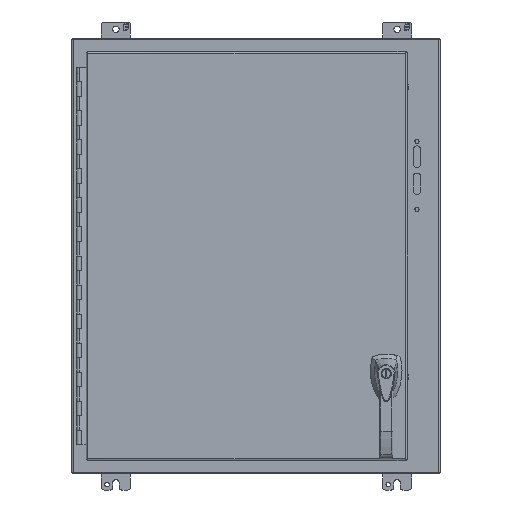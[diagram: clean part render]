
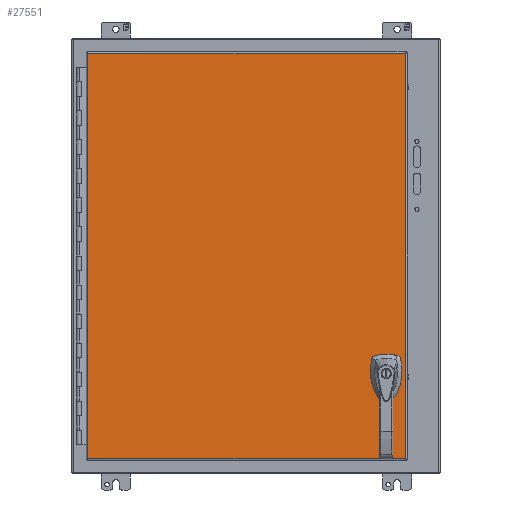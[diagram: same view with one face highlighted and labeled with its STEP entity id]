
A CAD part, front view. The second image highlights one B-rep face of the part: STEP entity #27551.
In plain terms, the highlighted planar face has unit normal (0, -1, 0).
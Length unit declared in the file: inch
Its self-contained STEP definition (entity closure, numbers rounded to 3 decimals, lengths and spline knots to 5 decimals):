
#259 = DIRECTION ( 'NONE',  ( 1., 0., 0. ) ) ;
#274 = VERTEX_POINT ( 'NONE', #38539 ) ;
#1716 = ORIENTED_EDGE ( 'NONE', *, *, #25514, .F. ) ;
#1817 = DIRECTION ( 'NONE',  ( 1., 0., 0. ) ) ;
#1884 = DIRECTION ( 'NONE',  ( 0., 0., 1. ) ) ;
#2637 = ORIENTED_EDGE ( 'NONE', *, *, #4711, .T. ) ;
#3008 = CARTESIAN_POINT ( 'NONE',  ( 10.3035, -10.87513, -14.094 ) ) ;
#4711 = EDGE_CURVE ( 'NONE', #274, #49240, #33598, .T. ) ;
#4913 = DIRECTION ( 'NONE',  ( 0., 0., -1. ) ) ;
#5400 = DIRECTION ( 'NONE',  ( 0., 1., 0. ) ) ;
#5643 = ORIENTED_EDGE ( 'NONE', *, *, #9039, .F. ) ;
#6077 = LINE ( 'NONE', #23112, #44542 ) ;
#7310 = ORIENTED_EDGE ( 'NONE', *, *, #44960, .T. ) ;
#8001 = CARTESIAN_POINT ( 'NONE',  ( 8.77504, -10.87513, -8.5045 ) ) ;
#8406 = ORIENTED_EDGE ( 'NONE', *, *, #38992, .T. ) ;
#8423 = EDGE_CURVE ( 'NONE', #274, #36591, #6077, .T. ) ;
#8579 = AXIS2_PLACEMENT_3D ( 'NONE', #47934, #5400, #44855 ) ;
#8637 = LINE ( 'NONE', #12281, #39490 ) ;
#9039 = EDGE_CURVE ( 'NONE', #34544, #49240, #19422, .T. ) ;
#9347 = EDGE_CURVE ( 'NONE', #36696, #37681, #41063, .T. ) ;
#9364 = EDGE_LOOP ( 'NONE', ( #43235, #2637, #5643, #26677, #1716, #22045, #32525, #21997 ) ) ;
#9735 = CARTESIAN_POINT ( 'NONE',  ( 10.3035, -10.87513, 13.986 ) ) ;
#10087 = DIRECTION ( 'NONE',  ( 0., 0., -1. ) ) ;
#10598 = DIRECTION ( 'NONE',  ( 0., 1., 0. ) ) ;
#11154 = CARTESIAN_POINT ( 'NONE',  ( 8.9735, -10.87513, -8.109 ) ) ;
#11544 = AXIS2_PLACEMENT_3D ( 'NONE', #21977, #43272, #21708 ) ;
#12129 = EDGE_CURVE ( 'NONE', #37681, #39935, #32548, .T. ) ;
#12281 = CARTESIAN_POINT ( 'NONE',  ( -11.7135, -10.87513, -13.986 ) ) ;
#12673 = CARTESIAN_POINT ( 'NONE',  ( 8.578, -10.87513, -8.30746 ) ) ;
#13472 = LINE ( 'NONE', #14286, #50639 ) ;
#14217 = CIRCLE ( 'NONE', #11544, 0.167 ) ;
#14286 = CARTESIAN_POINT ( 'NONE',  ( 8.578, -10.87513, -8.30746 ) ) ;
#15341 = VERTEX_POINT ( 'NONE', #32385 ) ;
#15648 = VERTEX_POINT ( 'NONE', #35040 ) ;
#16605 = DIRECTION ( 'NONE',  ( 0., 0., -1. ) ) ;
#16700 = EDGE_CURVE ( 'NONE', #47106, #15648, #39369, .T. ) ;
#16819 = AXIS2_PLACEMENT_3D ( 'NONE', #33988, #38483, #4913 ) ;
#16946 = PLANE ( 'NONE',  #16819 ) ;
#18835 = DIRECTION ( 'NONE',  ( -1., 0., 0. ) ) ;
#18971 = DIRECTION ( 'NONE',  ( 0., 0., -1. ) ) ;
#19112 = CARTESIAN_POINT ( 'NONE',  ( -11.6055, -10.87513, -14.094 ) ) ;
#19422 = LINE ( 'NONE', #36489, #19556 ) ;
#19556 = VECTOR ( 'NONE', #1817, 39.37008 ) ;
#20378 = CARTESIAN_POINT ( 'NONE',  ( 9.17196, -10.87513, -8.5045 ) ) ;
#21112 = VERTEX_POINT ( 'NONE', #28271 ) ;
#21404 = FACE_BOUND ( 'NONE', #53588, .T. ) ;
#21708 = DIRECTION ( 'NONE',  ( 0., 0., -1. ) ) ;
#21977 = CARTESIAN_POINT ( 'NONE',  ( 8.9735, -10.87513, -9.447 ) ) ;
#21997 = ORIENTED_EDGE ( 'NONE', *, *, #41548, .T. ) ;
#22022 = EDGE_CURVE ( 'NONE', #21112, #15648, #28198, .T. ) ;
#22045 = ORIENTED_EDGE ( 'NONE', *, *, #22022, .T. ) ;
#22594 = ORIENTED_EDGE ( 'NONE', *, *, #9347, .T. ) ;
#23112 = CARTESIAN_POINT ( 'NONE',  ( 9.369, -10.87513, -7.91054 ) ) ;
#25197 = AXIS2_PLACEMENT_3D ( 'NONE', #50512, #43244, #42699 ) ;
#25514 = EDGE_CURVE ( 'NONE', #21112, #45154, #13472, .T. ) ;
#25617 = CARTESIAN_POINT ( 'NONE',  ( 10.3035, -10.87513, -13.986 ) ) ;
#26161 = FACE_BOUND ( 'NONE', #9364, .T. ) ;
#26677 = ORIENTED_EDGE ( 'NONE', *, *, #27050, .T. ) ;
#27050 = EDGE_CURVE ( 'NONE', #34544, #45154, #46259, .T. ) ;
#27551 = ADVANCED_FACE ( 'NONE', ( #21404, #34829, #26161 ), #16946, .T. ) ;
#27580 = DIRECTION ( 'NONE',  ( -1., 0., 0. ) ) ;
#28198 = CIRCLE ( 'NONE', #41603, 0.4425 ) ;
#28271 = CARTESIAN_POINT ( 'NONE',  ( 8.578, -10.87513, -7.91054 ) ) ;
#29528 = VECTOR ( 'NONE', #18835, 39.37008 ) ;
#30942 = CARTESIAN_POINT ( 'NONE',  ( 8.77504, -10.87513, -7.7135 ) ) ;
#32385 = CARTESIAN_POINT ( 'NONE',  ( 8.9735, -10.87513, -9.614 ) ) ;
#32525 = ORIENTED_EDGE ( 'NONE', *, *, #16700, .F. ) ;
#32548 = LINE ( 'NONE', #49894, #29528 ) ;
#32937 = VECTOR ( 'NONE', #52780, 39.37008 ) ;
#33598 = CIRCLE ( 'NONE', #8579, 0.4425 ) ;
#33644 = CARTESIAN_POINT ( 'NONE',  ( 8.9735, -10.87513, -8.109 ) ) ;
#33842 = ORIENTED_EDGE ( 'NONE', *, *, #54704, .T. ) ;
#33988 = CARTESIAN_POINT ( 'NONE',  ( -11.7135, -10.87513, -14.094 ) ) ;
#34544 = VERTEX_POINT ( 'NONE', #8001 ) ;
#34829 = FACE_OUTER_BOUND ( 'NONE', #48746, .T. ) ;
#34979 = CARTESIAN_POINT ( 'NONE',  ( -11.6055, -10.87513, 13.986 ) ) ;
#35040 = CARTESIAN_POINT ( 'NONE',  ( 8.77504, -10.87513, -7.7135 ) ) ;
#36180 = DIRECTION ( 'NONE',  ( 0., 0., -1. ) ) ;
#36489 = CARTESIAN_POINT ( 'NONE',  ( 9.17196, -10.87513, -8.5045 ) ) ;
#36591 = VERTEX_POINT ( 'NONE', #43728 ) ;
#36696 = VERTEX_POINT ( 'NONE', #25617 ) ;
#37681 = VERTEX_POINT ( 'NONE', #9735 ) ;
#38483 = DIRECTION ( 'NONE',  ( 0., -1., 0. ) ) ;
#38539 = CARTESIAN_POINT ( 'NONE',  ( 9.369, -10.87513, -8.30746 ) ) ;
#38992 = EDGE_CURVE ( 'NONE', #39465, #36696, #8637, .T. ) ;
#39369 = LINE ( 'NONE', #30942, #54667 ) ;
#39465 = VERTEX_POINT ( 'NONE', #47175 ) ;
#39490 = VECTOR ( 'NONE', #259, 39.37008 ) ;
#39935 = VERTEX_POINT ( 'NONE', #34979 ) ;
#41063 = LINE ( 'NONE', #3008, #32937 ) ;
#41240 = LINE ( 'NONE', #19112, #50450 ) ;
#41548 = EDGE_CURVE ( 'NONE', #47106, #36591, #51137, .T. ) ;
#41603 = AXIS2_PLACEMENT_3D ( 'NONE', #33644, #50990, #16605 ) ;
#42699 = DIRECTION ( 'NONE',  ( 0., 0., -1. ) ) ;
#42714 = AXIS2_PLACEMENT_3D ( 'NONE', #11154, #10598, #18971 ) ;
#43235 = ORIENTED_EDGE ( 'NONE', *, *, #8423, .F. ) ;
#43244 = DIRECTION ( 'NONE',  ( 0., 1., 0. ) ) ;
#43272 = DIRECTION ( 'NONE',  ( 0., 1., 0. ) ) ;
#43728 = CARTESIAN_POINT ( 'NONE',  ( 9.369, -10.87513, -7.91054 ) ) ;
#44542 = VECTOR ( 'NONE', #1884, 39.37008 ) ;
#44855 = DIRECTION ( 'NONE',  ( 0., 0., -1. ) ) ;
#44960 = EDGE_CURVE ( 'NONE', #39935, #39465, #41240, .T. ) ;
#45154 = VERTEX_POINT ( 'NONE', #12673 ) ;
#45204 = CARTESIAN_POINT ( 'NONE',  ( 9.17196, -10.87513, -7.7135 ) ) ;
#46259 = CIRCLE ( 'NONE', #42714, 0.4425 ) ;
#47106 = VERTEX_POINT ( 'NONE', #45204 ) ;
#47175 = CARTESIAN_POINT ( 'NONE',  ( -11.6055, -10.87513, -13.986 ) ) ;
#47934 = CARTESIAN_POINT ( 'NONE',  ( 8.9735, -10.87513, -8.109 ) ) ;
#48746 = EDGE_LOOP ( 'NONE', ( #7310, #8406, #22594, #49038 ) ) ;
#49038 = ORIENTED_EDGE ( 'NONE', *, *, #12129, .T. ) ;
#49240 = VERTEX_POINT ( 'NONE', #20378 ) ;
#49894 = CARTESIAN_POINT ( 'NONE',  ( -11.7135, -10.87513, 13.986 ) ) ;
#50450 = VECTOR ( 'NONE', #36180, 39.37008 ) ;
#50512 = CARTESIAN_POINT ( 'NONE',  ( 8.9735, -10.87513, -8.109 ) ) ;
#50639 = VECTOR ( 'NONE', #10087, 39.37008 ) ;
#50990 = DIRECTION ( 'NONE',  ( 0., 1., 0. ) ) ;
#51137 = CIRCLE ( 'NONE', #25197, 0.4425 ) ;
#52780 = DIRECTION ( 'NONE',  ( 0., 0., 1. ) ) ;
#53588 = EDGE_LOOP ( 'NONE', ( #33842 ) ) ;
#54667 = VECTOR ( 'NONE', #27580, 39.37008 ) ;
#54704 = EDGE_CURVE ( 'NONE', #15341, #15341, #14217, .T. ) ;
